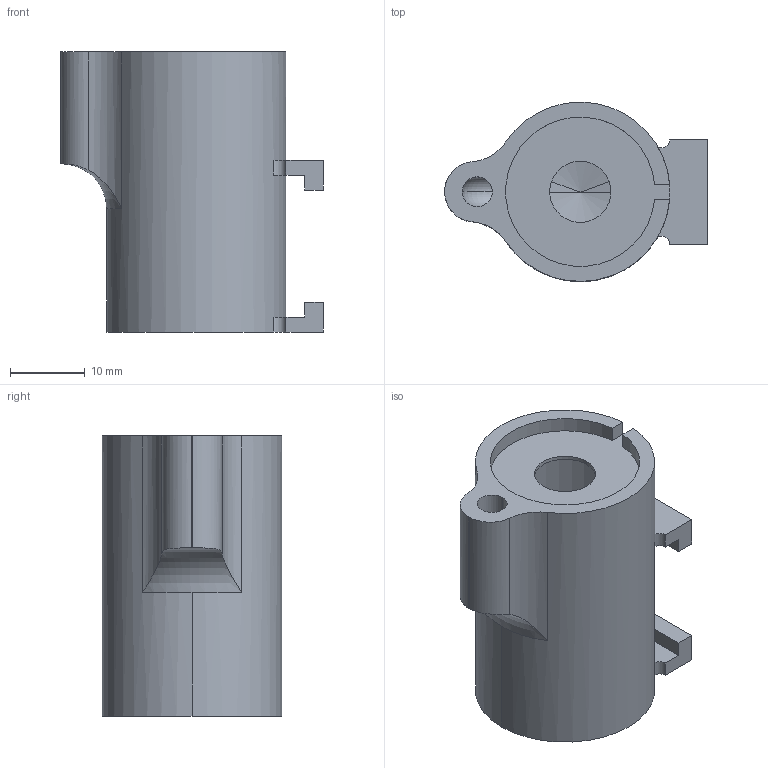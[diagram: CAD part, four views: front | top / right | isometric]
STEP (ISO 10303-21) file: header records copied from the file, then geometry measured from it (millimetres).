
FILE_DESCRIPTION (( 'STEP AP203' ), '1' );
FILE_NAME ('Copo.STEP', '2022-01-23T11:59:31', ( '' ), ( '' ), 'SwSTEP 2.0', 'SolidWorks 2018', '' );
FILE_SCHEMA (( 'CONFIG_CONTROL_DESIGN' ));
Length unit declared in the file: millimetre
Products named in the file (1): Copo
Bounding box: 35.16 x 24 x 37.5 mm (x, y, z)
Volume: 7223.1 mm3; surface area: 7194.7 mm2
Topology: 1 solids, 1 shells, 45 faces, 121 edges, 77 vertices
Faces by surface type: plane 21, cylinder 17, torus 5, cone 2
Entity records: 1587 total; most frequent: CARTESIAN_POINT 354, DIRECTION 254, ORIENTED_EDGE 238, EDGE_CURVE 119, AXIS2_PLACEMENT_3D 95, VERTEX_POINT 77, VECTOR 64, LINE 64
